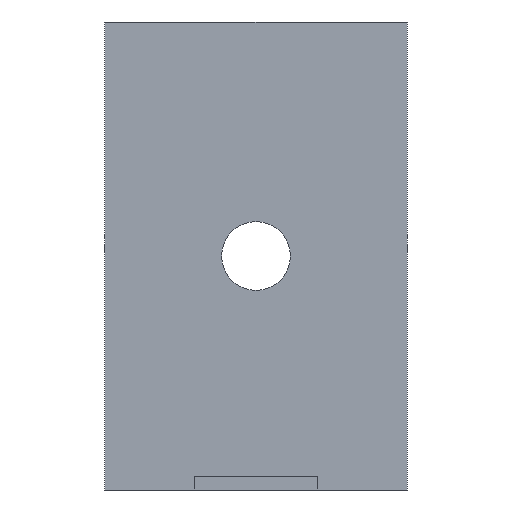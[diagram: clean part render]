
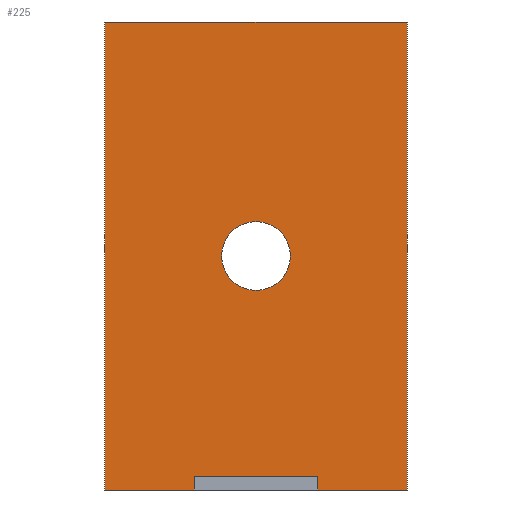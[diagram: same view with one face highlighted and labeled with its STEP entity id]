
A CAD part, front view. The second image highlights one B-rep face of the part: STEP entity #225.
In plain terms, the highlighted planar face has unit normal (0, -1, 0).
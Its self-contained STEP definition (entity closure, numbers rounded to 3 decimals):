
#6 = VERTEX_POINT ( 'NONE', #26 ) ;
#7 = DIRECTION ( 'NONE',  ( 0., 0., -1. ) ) ;
#8 = VERTEX_POINT ( 'NONE', #148 ) ;
#13 = CARTESIAN_POINT ( 'NONE',  ( 11., 0., -17. ) ) ;
#16 = DIRECTION ( 'NONE',  ( 0., 0., 1. ) ) ;
#20 = ORIENTED_EDGE ( 'NONE', *, *, #49, .F. ) ;
#24 = DIRECTION ( 'NONE',  ( 0., 0., 1. ) ) ;
#25 = EDGE_CURVE ( 'NONE', #64, #231, #108, .T. ) ;
#26 = CARTESIAN_POINT ( 'NONE',  ( 22., 0., -34. ) ) ;
#27 = VECTOR ( 'NONE', #404, 1000. ) ;
#28 = DIRECTION ( 'NONE',  ( 0., 0., 1. ) ) ;
#35 = CIRCLE ( 'NONE', #302, 2.5 ) ;
#46 = ORIENTED_EDGE ( 'NONE', *, *, #188, .F. ) ;
#49 = EDGE_CURVE ( 'NONE', #135, #6, #284, .T. ) ;
#58 = CARTESIAN_POINT ( 'NONE',  ( 11., 0., -19.5 ) ) ;
#64 = VERTEX_POINT ( 'NONE', #341 ) ;
#75 = CARTESIAN_POINT ( 'NONE',  ( 15.475, 0., -33. ) ) ;
#88 = DIRECTION ( 'NONE',  ( 0., 0., -1. ) ) ;
#90 = FACE_OUTER_BOUND ( 'NONE', #164, .T. ) ;
#97 = ORIENTED_EDGE ( 'NONE', *, *, #472, .F. ) ;
#101 = DIRECTION ( 'NONE',  ( 0., 1., 0. ) ) ;
#104 = CARTESIAN_POINT ( 'NONE',  ( 11., 0., -17. ) ) ;
#108 = LINE ( 'NONE', #178, #338 ) ;
#126 = PLANE ( 'NONE',  #222 ) ;
#128 = LINE ( 'NONE', #169, #185 ) ;
#135 = VERTEX_POINT ( 'NONE', #308 ) ;
#136 = CARTESIAN_POINT ( 'NONE',  ( 15.475, 0., -33. ) ) ;
#143 = VECTOR ( 'NONE', #88, 1000. ) ;
#148 = CARTESIAN_POINT ( 'NONE',  ( 6.525, 0., -33. ) ) ;
#150 = DIRECTION ( 'NONE',  ( 0., 0., 1. ) ) ;
#151 = VECTOR ( 'NONE', #406, 1000. ) ;
#154 = ORIENTED_EDGE ( 'NONE', *, *, #385, .F. ) ;
#161 = AXIS2_PLACEMENT_3D ( 'NONE', #104, #101, #24 ) ;
#164 = EDGE_LOOP ( 'NONE', ( #190, #154, #239, #97, #20, #392, #46, #256 ) ) ;
#166 = VERTEX_POINT ( 'NONE', #453 ) ;
#169 = CARTESIAN_POINT ( 'NONE',  ( 15.475, 0., -34. ) ) ;
#178 = CARTESIAN_POINT ( 'NONE',  ( 0., 0., -34. ) ) ;
#185 = VECTOR ( 'NONE', #28, 1000. ) ;
#186 = CARTESIAN_POINT ( 'NONE',  ( 15.475, 0., -34. ) ) ;
#188 = EDGE_CURVE ( 'NONE', #231, #470, #420, .T. ) ;
#189 = LINE ( 'NONE', #230, #143 ) ;
#190 = ORIENTED_EDGE ( 'NONE', *, *, #210, .F. ) ;
#192 = DIRECTION ( 'NONE',  ( 0., 1., 0. ) ) ;
#194 = CARTESIAN_POINT ( 'NONE',  ( 0., 0., 0. ) ) ;
#202 = EDGE_CURVE ( 'NONE', #470, #135, #266, .T. ) ;
#210 = EDGE_CURVE ( 'NONE', #8, #64, #189, .T. ) ;
#212 = LINE ( 'NONE', #482, #151 ) ;
#215 = EDGE_CURVE ( 'NONE', #318, #166, #35, .T. ) ;
#220 = DIRECTION ( 'NONE',  ( -1., 0., 0. ) ) ;
#221 = CIRCLE ( 'NONE', #161, 2.5 ) ;
#222 = AXIS2_PLACEMENT_3D ( 'NONE', #346, #301, #7 ) ;
#225 = ADVANCED_FACE ( 'NONE', ( #90, #352 ), #126, .T. ) ;
#230 = CARTESIAN_POINT ( 'NONE',  ( 6.525, 0., -34. ) ) ;
#231 = VERTEX_POINT ( 'NONE', #354 ) ;
#239 = ORIENTED_EDGE ( 'NONE', *, *, #345, .F. ) ;
#256 = ORIENTED_EDGE ( 'NONE', *, *, #25, .F. ) ;
#266 = LINE ( 'NONE', #390, #443 ) ;
#272 = VERTEX_POINT ( 'NONE', #186 ) ;
#279 = LINE ( 'NONE', #136, #381 ) ;
#284 = LINE ( 'NONE', #410, #27 ) ;
#287 = CARTESIAN_POINT ( 'NONE',  ( 0., 0., 0. ) ) ;
#301 = DIRECTION ( 'NONE',  ( 0., -1., 0. ) ) ;
#302 = AXIS2_PLACEMENT_3D ( 'NONE', #13, #192, #150 ) ;
#308 = CARTESIAN_POINT ( 'NONE',  ( 22., 0., 0. ) ) ;
#310 = EDGE_LOOP ( 'NONE', ( #429, #401 ) ) ;
#318 = VERTEX_POINT ( 'NONE', #58 ) ;
#338 = VECTOR ( 'NONE', #220, 1000. ) ;
#341 = CARTESIAN_POINT ( 'NONE',  ( 6.525, 0., -34. ) ) ;
#345 = EDGE_CURVE ( 'NONE', #272, #458, #128, .T. ) ;
#346 = CARTESIAN_POINT ( 'NONE',  ( 0., 0., 0. ) ) ;
#352 = FACE_BOUND ( 'NONE', #310, .T. ) ;
#354 = CARTESIAN_POINT ( 'NONE',  ( 0., 0., -34. ) ) ;
#381 = VECTOR ( 'NONE', #441, 1000. ) ;
#385 = EDGE_CURVE ( 'NONE', #458, #8, #279, .T. ) ;
#390 = CARTESIAN_POINT ( 'NONE',  ( 0., 0., 0. ) ) ;
#392 = ORIENTED_EDGE ( 'NONE', *, *, #202, .F. ) ;
#399 = VECTOR ( 'NONE', #16, 1000. ) ;
#401 = ORIENTED_EDGE ( 'NONE', *, *, #215, .T. ) ;
#404 = DIRECTION ( 'NONE',  ( 0., 0., -1. ) ) ;
#406 = DIRECTION ( 'NONE',  ( -1., 0., 0. ) ) ;
#410 = CARTESIAN_POINT ( 'NONE',  ( 22., 0., 0. ) ) ;
#420 = LINE ( 'NONE', #194, #399 ) ;
#422 = DIRECTION ( 'NONE',  ( 1., 0., 0. ) ) ;
#429 = ORIENTED_EDGE ( 'NONE', *, *, #444, .T. ) ;
#441 = DIRECTION ( 'NONE',  ( -1., 0., 0. ) ) ;
#443 = VECTOR ( 'NONE', #422, 1000. ) ;
#444 = EDGE_CURVE ( 'NONE', #166, #318, #221, .T. ) ;
#453 = CARTESIAN_POINT ( 'NONE',  ( 11., 0., -14.5 ) ) ;
#458 = VERTEX_POINT ( 'NONE', #75 ) ;
#470 = VERTEX_POINT ( 'NONE', #287 ) ;
#472 = EDGE_CURVE ( 'NONE', #6, #272, #212, .T. ) ;
#482 = CARTESIAN_POINT ( 'NONE',  ( 0., 0., -34. ) ) ;
